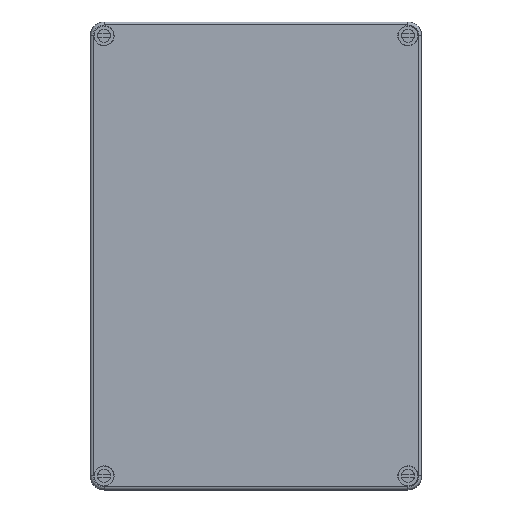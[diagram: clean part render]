
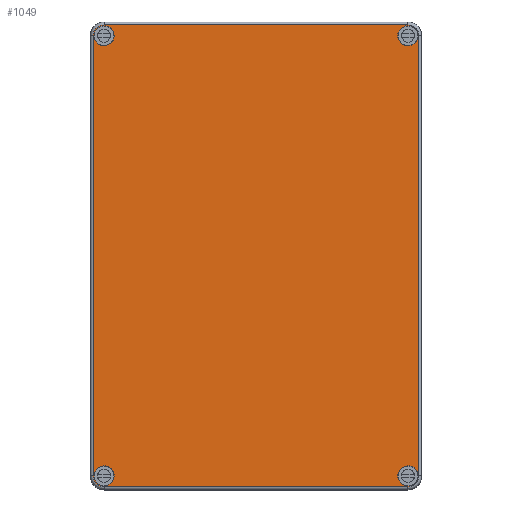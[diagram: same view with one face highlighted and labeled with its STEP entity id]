
A CAD part, top view. The second image highlights one B-rep face of the part: STEP entity #1049.
In plain terms, the highlighted planar face has unit normal (0, 0, 1).
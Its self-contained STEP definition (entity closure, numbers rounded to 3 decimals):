
#1049 = ADVANCED_FACE( '', ( #2682, #2683, #2684, #2685, #2686 ), #2687, .T. );
#2682 = FACE_OUTER_BOUND( '', #5151, .T. );
#2683 = FACE_BOUND( '', #5152, .T. );
#2684 = FACE_BOUND( '', #5153, .T. );
#2685 = FACE_BOUND( '', #5154, .T. );
#2686 = FACE_BOUND( '', #5155, .T. );
#2687 = PLANE( '', #5156 );
#5151 = EDGE_LOOP( '', ( #8122, #8123, #8124, #8125, #8126, #8127, #8128, #8129 ) );
#5152 = EDGE_LOOP( '', ( #8130 ) );
#5153 = EDGE_LOOP( '', ( #8131 ) );
#5154 = EDGE_LOOP( '', ( #8132 ) );
#5155 = EDGE_LOOP( '', ( #8133 ) );
#5156 = AXIS2_PLACEMENT_3D( '', #8134, #8135, #8136 );
#8122 = ORIENTED_EDGE( '', *, *, #13521, .F. );
#8123 = ORIENTED_EDGE( '', *, *, #13688, .F. );
#8124 = ORIENTED_EDGE( '', *, *, #13689, .T. );
#8125 = ORIENTED_EDGE( '', *, *, #13690, .F. );
#8126 = ORIENTED_EDGE( '', *, *, #13691, .T. );
#8127 = ORIENTED_EDGE( '', *, *, #13692, .T. );
#8128 = ORIENTED_EDGE( '', *, *, #13693, .F. );
#8129 = ORIENTED_EDGE( '', *, *, #13694, .T. );
#8130 = ORIENTED_EDGE( '', *, *, #13695, .T. );
#8131 = ORIENTED_EDGE( '', *, *, #13696, .T. );
#8132 = ORIENTED_EDGE( '', *, *, #13697, .T. );
#8133 = ORIENTED_EDGE( '', *, *, #13698, .T. );
#8134 = CARTESIAN_POINT( '', ( 0., 0., 39. ) );
#8135 = DIRECTION( '', ( 0., 0., 1. ) );
#8136 = DIRECTION( '', ( 1., 0., 0. ) );
#13521 = EDGE_CURVE( '', #16024, #16025, #16026, .T. );
#13688 = EDGE_CURVE( '', #16306, #16024, #16307, .T. );
#13689 = EDGE_CURVE( '', #16306, #16308, #16309, .T. );
#13690 = EDGE_CURVE( '', #16310, #16308, #16311, .T. );
#13691 = EDGE_CURVE( '', #16310, #16312, #16313, .T. );
#13692 = EDGE_CURVE( '', #16312, #16314, #16315, .T. );
#13693 = EDGE_CURVE( '', #16316, #16314, #16317, .T. );
#13694 = EDGE_CURVE( '', #16316, #16025, #16318, .T. );
#13695 = EDGE_CURVE( '', #16319, #16319, #16320, .T. );
#13696 = EDGE_CURVE( '', #16321, #16321, #16322, .T. );
#13697 = EDGE_CURVE( '', #16323, #16323, #16324, .T. );
#13698 = EDGE_CURVE( '', #16325, #16325, #16326, .T. );
#16024 = VERTEX_POINT( '', #19550 );
#16025 = VERTEX_POINT( '', #19551 );
#16026 = CIRCLE( '', #19552, 5.869 );
#16306 = VERTEX_POINT( '', #19958 );
#16307 = LINE( '', #19959, #19960 );
#16308 = VERTEX_POINT( '', #19961 );
#16309 = CIRCLE( '', #19962, 5.869 );
#16310 = VERTEX_POINT( '', #19963 );
#16311 = LINE( '', #19964, #19965 );
#16312 = VERTEX_POINT( '', #19966 );
#16313 = CIRCLE( '', #19967, 5.869 );
#16314 = VERTEX_POINT( '', #19968 );
#16315 = LINE( '', #19969, #19970 );
#16316 = VERTEX_POINT( '', #19971 );
#16317 = CIRCLE( '', #19972, 5.869 );
#16318 = LINE( '', #19973, #19974 );
#16319 = VERTEX_POINT( '', #19975 );
#16320 = CIRCLE( '', #19976, 5.5 );
#16321 = VERTEX_POINT( '', #19977 );
#16322 = CIRCLE( '', #19978, 5.5 );
#16323 = VERTEX_POINT( '', #19979 );
#16324 = CIRCLE( '', #19980, 5.5 );
#16325 = VERTEX_POINT( '', #19981 );
#16326 = CIRCLE( '', #19982, 5.5 );
#19550 = CARTESIAN_POINT( '', ( -82.5, -125.369, 39. ) );
#19551 = CARTESIAN_POINT( '', ( -88.369, -119.5, 39. ) );
#19552 = AXIS2_PLACEMENT_3D( '', #23588, #23589, #23590 );
#19958 = CARTESIAN_POINT( '', ( 82.5, -125.369, 39. ) );
#19959 = CARTESIAN_POINT( '', ( 100., -125.369, 39. ) );
#19960 = VECTOR( '', #23807, 1000. );
#19961 = CARTESIAN_POINT( '', ( 88.369, -119.5, 39. ) );
#19962 = AXIS2_PLACEMENT_3D( '', #23808, #23809, #23810 );
#19963 = CARTESIAN_POINT( '', ( 88.369, 119.5, 39. ) );
#19964 = CARTESIAN_POINT( '', ( 88.369, 150., 39. ) );
#19965 = VECTOR( '', #23811, 1000. );
#19966 = CARTESIAN_POINT( '', ( 82.5, 125.369, 39. ) );
#19967 = AXIS2_PLACEMENT_3D( '', #23812, #23813, #23814 );
#19968 = CARTESIAN_POINT( '', ( -82.5, 125.369, 39. ) );
#19969 = CARTESIAN_POINT( '', ( 100., 125.369, 39. ) );
#19970 = VECTOR( '', #23815, 1000. );
#19971 = CARTESIAN_POINT( '', ( -88.369, 119.5, 39. ) );
#19972 = AXIS2_PLACEMENT_3D( '', #23816, #23817, #23818 );
#19973 = CARTESIAN_POINT( '', ( -88.369, 150., 39. ) );
#19974 = VECTOR( '', #23819, 1000. );
#19975 = CARTESIAN_POINT( '', ( -88., -119.5, 39. ) );
#19976 = AXIS2_PLACEMENT_3D( '', #23820, #23821, #23822 );
#19977 = CARTESIAN_POINT( '', ( 77., -119.5, 39. ) );
#19978 = AXIS2_PLACEMENT_3D( '', #23823, #23824, #23825 );
#19979 = CARTESIAN_POINT( '', ( -88., 119.5, 39. ) );
#19980 = AXIS2_PLACEMENT_3D( '', #23826, #23827, #23828 );
#19981 = CARTESIAN_POINT( '', ( 77., 119.5, 39. ) );
#19982 = AXIS2_PLACEMENT_3D( '', #23829, #23830, #23831 );
#23588 = CARTESIAN_POINT( '', ( -82.5, -119.5, 39. ) );
#23589 = DIRECTION( '', ( 0., 0., -1. ) );
#23590 = DIRECTION( '', ( -1., 0., 0. ) );
#23807 = DIRECTION( '', ( -1., 0., 0. ) );
#23808 = CARTESIAN_POINT( '', ( 82.5, -119.5, 39. ) );
#23809 = DIRECTION( '', ( 0., 0., 1. ) );
#23810 = DIRECTION( '', ( 1., 0., 0. ) );
#23811 = DIRECTION( '', ( 0., -1., 0. ) );
#23812 = CARTESIAN_POINT( '', ( 82.5, 119.5, 39. ) );
#23813 = DIRECTION( '', ( 0., 0., 1. ) );
#23814 = DIRECTION( '', ( 1., 0., 0. ) );
#23815 = DIRECTION( '', ( -1., 0., 0. ) );
#23816 = CARTESIAN_POINT( '', ( -82.5, 119.5, 39. ) );
#23817 = DIRECTION( '', ( 0., 0., -1. ) );
#23818 = DIRECTION( '', ( -1., 0., 0. ) );
#23819 = DIRECTION( '', ( 0., -1., 0. ) );
#23820 = CARTESIAN_POINT( '', ( -82.5, -119.5, 39. ) );
#23821 = DIRECTION( '', ( 0., 0., -1. ) );
#23822 = DIRECTION( '', ( -1., 0., 0. ) );
#23823 = CARTESIAN_POINT( '', ( 82.5, -119.5, 39. ) );
#23824 = DIRECTION( '', ( 0., 0., -1. ) );
#23825 = DIRECTION( '', ( -1., 0., 0. ) );
#23826 = CARTESIAN_POINT( '', ( -82.5, 119.5, 39. ) );
#23827 = DIRECTION( '', ( 0., 0., -1. ) );
#23828 = DIRECTION( '', ( -1., 0., 0. ) );
#23829 = CARTESIAN_POINT( '', ( 82.5, 119.5, 39. ) );
#23830 = DIRECTION( '', ( 0., 0., -1. ) );
#23831 = DIRECTION( '', ( -1., 0., 0. ) );
